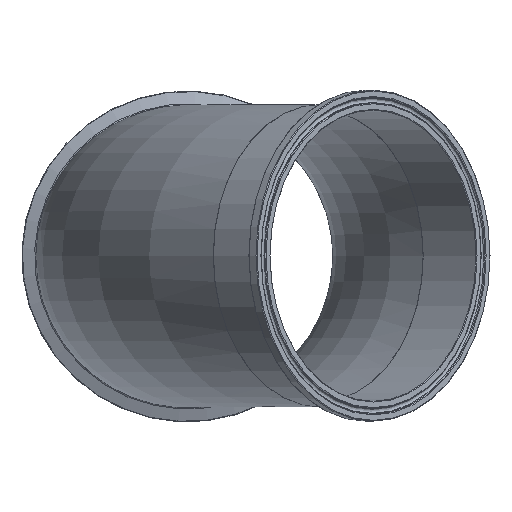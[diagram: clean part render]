
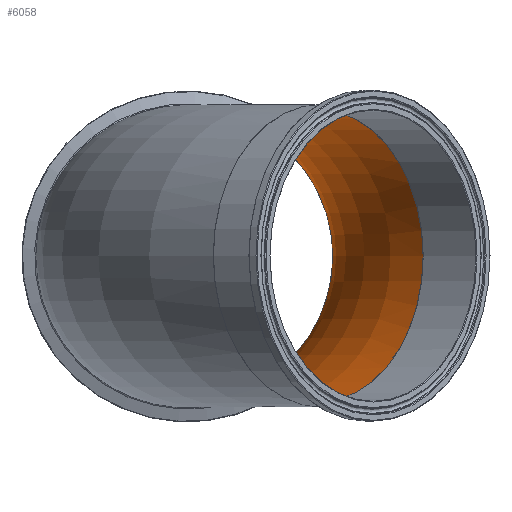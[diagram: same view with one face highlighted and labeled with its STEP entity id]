
A CAD part, top view. The second image highlights one B-rep face of the part: STEP entity #6058.
In plain terms, the highlighted toroidal (fillet/blend) face has major radius 228.6 mm and minor radius 73.431 mm.
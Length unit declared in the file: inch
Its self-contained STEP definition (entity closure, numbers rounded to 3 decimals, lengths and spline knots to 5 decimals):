
#63=CIRCLE('',#6295,2.891);
#64=CIRCLE('',#6296,2.891);
#137=FACE_BOUND('',#1757,.T.);
#1337=FACE_OUTER_BOUND('',#1756,.T.);
#1756=EDGE_LOOP('',(#5577));
#1757=EDGE_LOOP('',(#5578));
#2929=VERTEX_POINT('',#13523);
#2930=VERTEX_POINT('',#13525);
#3815=EDGE_CURVE('',#2929,#2929,#63,.T.);
#3816=EDGE_CURVE('',#2930,#2930,#64,.T.);
#5577=ORIENTED_EDGE('',*,*,#3815,.F.);
#5578=ORIENTED_EDGE('',*,*,#3816,.F.);
#5637=TOROIDAL_SURFACE('',#6294,9.,2.891);
#6058=ADVANCED_FACE('',(#1337,#137),#5637,.F.);
#6294=AXIS2_PLACEMENT_3D('',#13522,#7042,#7043);
#6295=AXIS2_PLACEMENT_3D('',#13524,#7044,#7045);
#6296=AXIS2_PLACEMENT_3D('',#13526,#7046,#7047);
#7042=DIRECTION('center_axis',(0.,-1.,0.));
#7043=DIRECTION('ref_axis',(-0.707,0.,0.707));
#7044=DIRECTION('center_axis',(0.,0.,
1.));
#7045=DIRECTION('ref_axis',(-1.,0.,0.));
#7046=DIRECTION('center_axis',(-0.707,0.,
-0.707));
#7047=DIRECTION('ref_axis',(-0.707,0.,0.707));
#13522=CARTESIAN_POINT('Origin',(8.46967,0.00007,
-0.53033));
#13523=CARTESIAN_POINT('',(-3.42133,0.00007,-0.53033));
#13524=CARTESIAN_POINT('Origin',(-0.53033,0.00007,
-0.53033));
#13525=CARTESIAN_POINT('',(0.06146,0.00007,7.87788));
#13526=CARTESIAN_POINT('Origin',(2.10571,0.00007,
5.83363));
